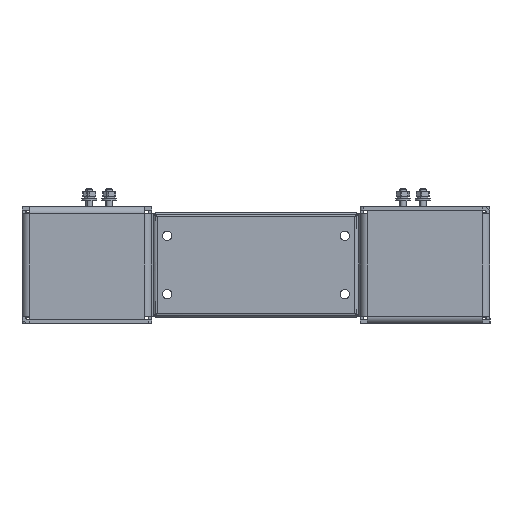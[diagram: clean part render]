
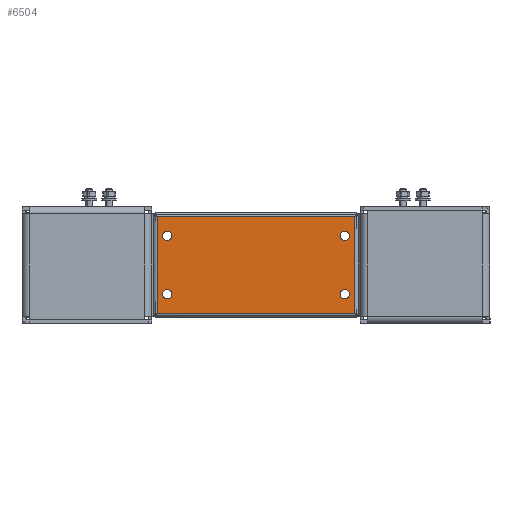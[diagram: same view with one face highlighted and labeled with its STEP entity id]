
A CAD part, left-side view. The second image highlights one B-rep face of the part: STEP entity #6504.
In plain terms, the highlighted face is planar.
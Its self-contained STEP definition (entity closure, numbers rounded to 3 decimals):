
#411 = DIRECTION ( 'NONE',  ( 0., 1., 0. ) ) ;
#470 = EDGE_LOOP ( 'NONE', ( #1253, #5790 ) ) ;
#588 = CARTESIAN_POINT ( 'NONE',  ( -76., -25., 0. ) ) ;
#602 = CARTESIAN_POINT ( 'NONE',  ( -72., 25., 0. ) ) ;
#629 = CARTESIAN_POINT ( 'NONE',  ( -72., -25., 0. ) ) ;
#679 = DIRECTION ( 'NONE',  ( -1., 0., 0. ) ) ;
#683 = VECTOR ( 'NONE', #3888, 1000. ) ;
#734 = CARTESIAN_POINT ( 'NONE',  ( 80., -25., 0. ) ) ;
#836 = EDGE_CURVE ( 'NONE', #8538, #7628, #2787, .T. ) ;
#877 = CARTESIAN_POINT ( 'NONE',  ( -76., 25., 0. ) ) ;
#999 = DIRECTION ( 'NONE',  ( 0., 0., 1. ) ) ;
#1017 = AXIS2_PLACEMENT_3D ( 'NONE', #9198, #3517, #9250 ) ;
#1022 = AXIS2_PLACEMENT_3D ( 'NONE', #877, #4969, #1675 ) ;
#1145 = DIRECTION ( 'NONE',  ( 0., 0., 1. ) ) ;
#1172 = VECTOR ( 'NONE', #411, 1000. ) ;
#1186 = EDGE_CURVE ( 'NONE', #6307, #1510, #8964, .T. ) ;
#1253 = ORIENTED_EDGE ( 'NONE', *, *, #6898, .F. ) ;
#1285 = AXIS2_PLACEMENT_3D ( 'NONE', #4300, #5201, #5085 ) ;
#1309 = EDGE_CURVE ( 'NONE', #3531, #8387, #6450, .T. ) ;
#1356 = CARTESIAN_POINT ( 'NONE',  ( 76., 25., 0. ) ) ;
#1390 = LINE ( 'NONE', #10369, #683 ) ;
#1510 = VERTEX_POINT ( 'NONE', #602 ) ;
#1675 = DIRECTION ( 'NONE',  ( 1., 0., 0. ) ) ;
#1771 = ORIENTED_EDGE ( 'NONE', *, *, #2199, .F. ) ;
#1854 = AXIS2_PLACEMENT_3D ( 'NONE', #10142, #999, #7482 ) ;
#1887 = CARTESIAN_POINT ( 'NONE',  ( -76., -25., 0. ) ) ;
#1970 = AXIS2_PLACEMENT_3D ( 'NONE', #1887, #1145, #4393 ) ;
#2036 = CARTESIAN_POINT ( 'NONE',  ( -84.5, -41.5, 0. ) ) ;
#2199 = EDGE_CURVE ( 'NONE', #4435, #2761, #9664, .T. ) ;
#2759 = EDGE_CURVE ( 'NONE', #7628, #9875, #10293, .T. ) ;
#2761 = VERTEX_POINT ( 'NONE', #629 ) ;
#2783 = ORIENTED_EDGE ( 'NONE', *, *, #1309, .F. ) ;
#2787 = LINE ( 'NONE', #5871, #1172 ) ;
#2854 = EDGE_CURVE ( 'NONE', #1510, #6307, #8498, .T. ) ;
#2985 = EDGE_LOOP ( 'NONE', ( #6958, #5854, #4512, #9102 ) ) ;
#3075 = EDGE_LOOP ( 'NONE', ( #6924, #1771 ) ) ;
#3278 = LINE ( 'NONE', #9017, #8413 ) ;
#3333 = FACE_BOUND ( 'NONE', #7231, .T. ) ;
#3517 = DIRECTION ( 'NONE',  ( 0., 0., 1. ) ) ;
#3531 = VERTEX_POINT ( 'NONE', #7522 ) ;
#3653 = CIRCLE ( 'NONE', #1970, 4. ) ;
#3888 = DIRECTION ( 'NONE',  ( 1., 0., 0. ) ) ;
#3990 = DIRECTION ( 'NONE',  ( 0., -1., 0. ) ) ;
#4152 = EDGE_CURVE ( 'NONE', #2761, #4435, #3653, .T. ) ;
#4188 = FACE_BOUND ( 'NONE', #470, .T. ) ;
#4300 = CARTESIAN_POINT ( 'NONE',  ( 76., -25., 0. ) ) ;
#4393 = DIRECTION ( 'NONE',  ( -1., 0., 0. ) ) ;
#4435 = VERTEX_POINT ( 'NONE', #8885 ) ;
#4512 = ORIENTED_EDGE ( 'NONE', *, *, #2759, .T. ) ;
#4595 = DIRECTION ( 'NONE',  ( 0., 0., 1. ) ) ;
#4667 = CARTESIAN_POINT ( 'NONE',  ( 84.5, 41.5, 0. ) ) ;
#4698 = VERTEX_POINT ( 'NONE', #2036 ) ;
#4769 = CARTESIAN_POINT ( 'NONE',  ( 80., 25., 0. ) ) ;
#4770 = VECTOR ( 'NONE', #679, 1000. ) ;
#4969 = DIRECTION ( 'NONE',  ( 0., 0., 1. ) ) ;
#4991 = FACE_BOUND ( 'NONE', #5014, .T. ) ;
#5014 = EDGE_LOOP ( 'NONE', ( #6157, #2783 ) ) ;
#5085 = DIRECTION ( 'NONE',  ( 1., 0., 0. ) ) ;
#5201 = DIRECTION ( 'NONE',  ( 0., 0., 1. ) ) ;
#5260 = AXIS2_PLACEMENT_3D ( 'NONE', #7271, #7321, #8126 ) ;
#5296 = EDGE_CURVE ( 'NONE', #9875, #4698, #3278, .T. ) ;
#5416 = ORIENTED_EDGE ( 'NONE', *, *, #1186, .F. ) ;
#5522 = EDGE_CURVE ( 'NONE', #8387, #3531, #7215, .T. ) ;
#5600 = AXIS2_PLACEMENT_3D ( 'NONE', #588, #8444, #9449 ) ;
#5752 = AXIS2_PLACEMENT_3D ( 'NONE', #8532, #10168, #8623 ) ;
#5790 = ORIENTED_EDGE ( 'NONE', *, *, #8776, .F. ) ;
#5854 = ORIENTED_EDGE ( 'NONE', *, *, #836, .T. ) ;
#5871 = CARTESIAN_POINT ( 'NONE',  ( 84.5, -45., 0. ) ) ;
#5941 = CARTESIAN_POINT ( 'NONE',  ( 84.5, 41.5, 0. ) ) ;
#5958 = CARTESIAN_POINT ( 'NONE',  ( 72., 25., 0. ) ) ;
#6157 = ORIENTED_EDGE ( 'NONE', *, *, #5522, .F. ) ;
#6209 = VERTEX_POINT ( 'NONE', #5958 ) ;
#6307 = VERTEX_POINT ( 'NONE', #6808 ) ;
#6438 = EDGE_CURVE ( 'NONE', #4698, #8538, #1390, .T. ) ;
#6450 = CIRCLE ( 'NONE', #1017, 4. ) ;
#6504 = ADVANCED_FACE ( 'NONE', ( #4188, #4991, #7425, #3333, #6986 ), #8224, .F. ) ;
#6808 = CARTESIAN_POINT ( 'NONE',  ( -80., 25., 0. ) ) ;
#6898 = EDGE_CURVE ( 'NONE', #8383, #6209, #9830, .T. ) ;
#6924 = ORIENTED_EDGE ( 'NONE', *, *, #4152, .F. ) ;
#6958 = ORIENTED_EDGE ( 'NONE', *, *, #6438, .T. ) ;
#6986 = FACE_OUTER_BOUND ( 'NONE', #2985, .T. ) ;
#7083 = DIRECTION ( 'NONE',  ( -1., 0., 0. ) ) ;
#7215 = CIRCLE ( 'NONE', #1285, 4. ) ;
#7231 = EDGE_LOOP ( 'NONE', ( #8736, #5416 ) ) ;
#7271 = CARTESIAN_POINT ( 'NONE',  ( 0., 0., 0. ) ) ;
#7321 = DIRECTION ( 'NONE',  ( 0., 0., -1. ) ) ;
#7425 = FACE_BOUND ( 'NONE', #3075, .T. ) ;
#7482 = DIRECTION ( 'NONE',  ( -1., 0., 0. ) ) ;
#7522 = CARTESIAN_POINT ( 'NONE',  ( 72., -25., 0. ) ) ;
#7628 = VERTEX_POINT ( 'NONE', #5941 ) ;
#8126 = DIRECTION ( 'NONE',  ( -1., 0., 0. ) ) ;
#8224 = PLANE ( 'NONE',  #5260 ) ;
#8262 = CIRCLE ( 'NONE', #8931, 4. ) ;
#8383 = VERTEX_POINT ( 'NONE', #4769 ) ;
#8387 = VERTEX_POINT ( 'NONE', #734 ) ;
#8413 = VECTOR ( 'NONE', #3990, 1000. ) ;
#8444 = DIRECTION ( 'NONE',  ( 0., 0., 1. ) ) ;
#8498 = CIRCLE ( 'NONE', #1022, 4. ) ;
#8532 = CARTESIAN_POINT ( 'NONE',  ( -76., 25., 0. ) ) ;
#8538 = VERTEX_POINT ( 'NONE', #9055 ) ;
#8623 = DIRECTION ( 'NONE',  ( 1., 0., 0. ) ) ;
#8736 = ORIENTED_EDGE ( 'NONE', *, *, #2854, .F. ) ;
#8776 = EDGE_CURVE ( 'NONE', #6209, #8383, #8262, .T. ) ;
#8885 = CARTESIAN_POINT ( 'NONE',  ( -80., -25., 0. ) ) ;
#8931 = AXIS2_PLACEMENT_3D ( 'NONE', #1356, #4595, #7083 ) ;
#8964 = CIRCLE ( 'NONE', #5752, 4. ) ;
#9017 = CARTESIAN_POINT ( 'NONE',  ( -84.5, 45., 0. ) ) ;
#9055 = CARTESIAN_POINT ( 'NONE',  ( 84.5, -41.5, 0. ) ) ;
#9102 = ORIENTED_EDGE ( 'NONE', *, *, #5296, .T. ) ;
#9198 = CARTESIAN_POINT ( 'NONE',  ( 76., -25., 0. ) ) ;
#9250 = DIRECTION ( 'NONE',  ( 1., 0., 0. ) ) ;
#9429 = CARTESIAN_POINT ( 'NONE',  ( -84.5, 41.5, 0. ) ) ;
#9449 = DIRECTION ( 'NONE',  ( -1., 0., 0. ) ) ;
#9664 = CIRCLE ( 'NONE', #5600, 4. ) ;
#9830 = CIRCLE ( 'NONE', #1854, 4. ) ;
#9875 = VERTEX_POINT ( 'NONE', #9429 ) ;
#10142 = CARTESIAN_POINT ( 'NONE',  ( 76., 25., 0. ) ) ;
#10168 = DIRECTION ( 'NONE',  ( 0., 0., 1. ) ) ;
#10293 = LINE ( 'NONE', #4667, #4770 ) ;
#10369 = CARTESIAN_POINT ( 'NONE',  ( -84.5, -41.5, 0. ) ) ;
